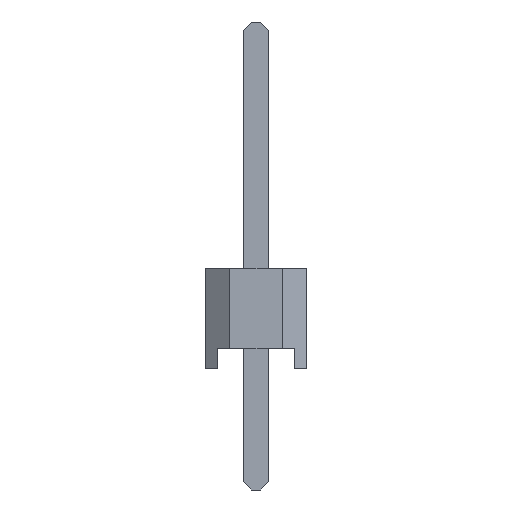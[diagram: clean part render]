
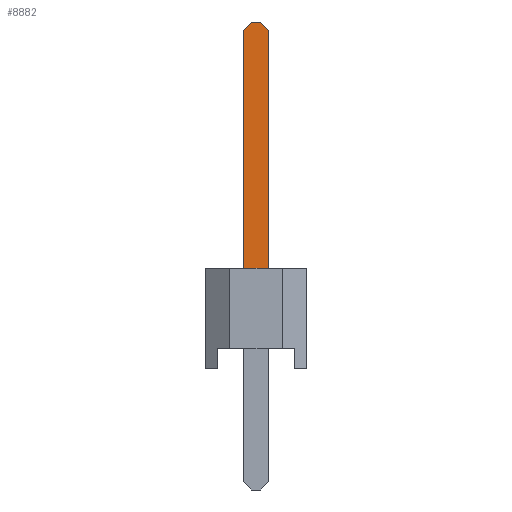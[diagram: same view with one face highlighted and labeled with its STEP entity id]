
A CAD part, left-side view. The second image highlights one B-rep face of the part: STEP entity #8882.
In plain terms, the highlighted planar face has unit normal (-1, 0, 0).
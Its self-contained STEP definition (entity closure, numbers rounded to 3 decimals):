
#467=FACE_OUTER_BOUND('',#965,.T.);
#965=EDGE_LOOP('',(#6222,#6223,#6224,#6225,#6226,#6227));
#1770=LINE('',#12993,#2814);
#1804=LINE('',#13060,#2848);
#1808=LINE('',#13068,#2852);
#1810=LINE('',#13072,#2854);
#1811=LINE('',#13074,#2855);
#1812=LINE('',#13075,#2856);
#2814=VECTOR('',#10306,1.);
#2848=VECTOR('',#10382,1.);
#2852=VECTOR('',#10388,1.);
#2854=VECTOR('',#10392,1.);
#2855=VECTOR('',#10393,1.);
#2856=VECTOR('',#10394,1.);
#3896=VERTEX_POINT('',#12989);
#3898=VERTEX_POINT('',#12992);
#3910=VERTEX_POINT('',#13059);
#3913=VERTEX_POINT('',#13067);
#3914=VERTEX_POINT('',#13071);
#3915=VERTEX_POINT('',#13073);
#4796=EDGE_CURVE('',#3896,#3898,#1770,.T.);
#4830=EDGE_CURVE('',#3896,#3910,#1804,.T.);
#4834=EDGE_CURVE('',#3913,#3898,#1808,.T.);
#4836=EDGE_CURVE('',#3910,#3914,#1810,.T.);
#4837=EDGE_CURVE('',#3914,#3915,#1811,.T.);
#4838=EDGE_CURVE('',#3915,#3913,#1812,.T.);
#6222=ORIENTED_EDGE('',*,*,#4796,.F.);
#6223=ORIENTED_EDGE('',*,*,#4830,.T.);
#6224=ORIENTED_EDGE('',*,*,#4836,.T.);
#6225=ORIENTED_EDGE('',*,*,#4837,.T.);
#6226=ORIENTED_EDGE('',*,*,#4838,.T.);
#6227=ORIENTED_EDGE('',*,*,#4834,.T.);
#8191=PLANE('',#9409);
#8882=ADVANCED_FACE('',(#467),#8191,.T.);
#9409=AXIS2_PLACEMENT_3D('',#13070,#10390,#10391);
#10306=DIRECTION('',(0.,1.,0.));
#10382=DIRECTION('',(0.,0.,1.));
#10388=DIRECTION('',(0.,0.,-1.));
#10390=DIRECTION('center_axis',(-1.,0.,0.));
#10391=DIRECTION('ref_axis',(0.,0.,1.));
#10392=DIRECTION('',(0.,0.707,0.707));
#10393=DIRECTION('',(0.,1.,0.));
#10394=DIRECTION('',(0.,0.707,-0.707));
#12989=CARTESIAN_POINT('',(-7.94,-0.32,2.5));
#12992=CARTESIAN_POINT('',(-7.94,0.32,2.5));
#12993=CARTESIAN_POINT('',(-7.94,0.,2.5));
#13059=CARTESIAN_POINT('',(-7.94,-0.32,8.4));
#13060=CARTESIAN_POINT('',(-7.94,-0.32,-2.8));
#13067=CARTESIAN_POINT('',(-7.94,0.32,8.4));
#13068=CARTESIAN_POINT('',(-7.94,0.32,-2.8));
#13070=CARTESIAN_POINT('Origin',(-7.94,0.,0.));
#13071=CARTESIAN_POINT('',(-7.94,-0.12,8.6));
#13072=CARTESIAN_POINT('',(-7.94,-0.32,8.4));
#13073=CARTESIAN_POINT('',(-7.94,0.12,8.6));
#13074=CARTESIAN_POINT('',(-7.94,0.12,8.6));
#13075=CARTESIAN_POINT('',(-7.94,0.32,8.4));
